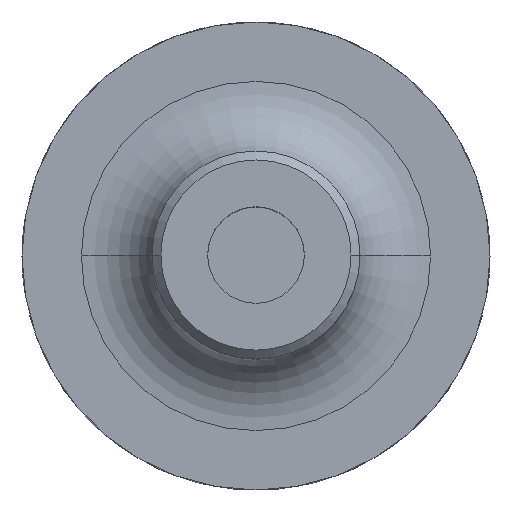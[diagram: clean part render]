
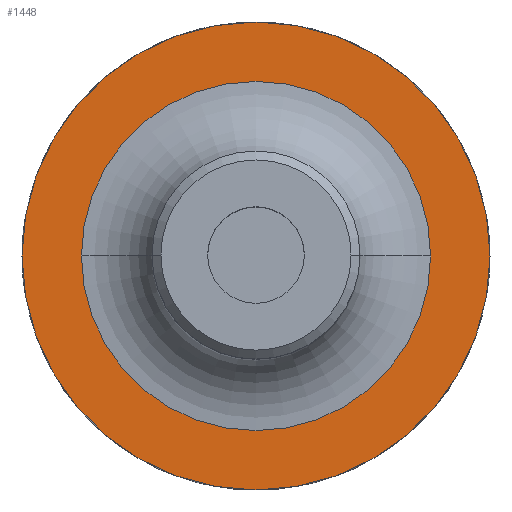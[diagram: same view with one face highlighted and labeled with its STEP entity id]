
A CAD part, top view. The second image highlights one B-rep face of the part: STEP entity #1448.
In plain terms, the highlighted planar face has unit normal (0, 0, 1).
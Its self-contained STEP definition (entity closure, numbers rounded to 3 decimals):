
#85 = DIRECTION ( 'NONE',  ( -1., 0., 0. ) ) ;
#101 = VERTEX_POINT ( 'NONE', #464 ) ;
#166 = ORIENTED_EDGE ( 'NONE', *, *, #1429, .F. ) ;
#206 = CARTESIAN_POINT ( 'NONE',  ( -31.5, 0., 27. ) ) ;
#364 = CARTESIAN_POINT ( 'NONE',  ( 23.5, 0., 27. ) ) ;
#374 = DIRECTION ( 'NONE',  ( 0., 0., -1. ) ) ;
#392 = AXIS2_PLACEMENT_3D ( 'NONE', #1381, #374, #85 ) ;
#464 = CARTESIAN_POINT ( 'NONE',  ( 31.5, 0., 27. ) ) ;
#506 = DIRECTION ( 'NONE',  ( 0., 0., -1. ) ) ;
#645 = DIRECTION ( 'NONE',  ( 0., 0., -1. ) ) ;
#656 = DIRECTION ( 'NONE',  ( -1., 0., 0. ) ) ;
#662 = DIRECTION ( 'NONE',  ( -1., 0., 0. ) ) ;
#669 = AXIS2_PLACEMENT_3D ( 'NONE', #1682, #976, #662 ) ;
#692 = ORIENTED_EDGE ( 'NONE', *, *, #1050, .F. ) ;
#709 = AXIS2_PLACEMENT_3D ( 'NONE', #1389, #935, #1642 ) ;
#935 = DIRECTION ( 'NONE',  ( 0., 0., -1. ) ) ;
#943 = VERTEX_POINT ( 'NONE', #206 ) ;
#976 = DIRECTION ( 'NONE',  ( 0., 0., -1. ) ) ;
#992 = FACE_BOUND ( 'NONE', #1466, .T. ) ;
#1007 = FACE_OUTER_BOUND ( 'NONE', #1414, .T. ) ;
#1050 = EDGE_CURVE ( 'NONE', #943, #101, #1498, .T. ) ;
#1062 = VERTEX_POINT ( 'NONE', #364 ) ;
#1081 = CIRCLE ( 'NONE', #1846, 23.5 ) ;
#1107 = EDGE_CURVE ( 'NONE', #1062, #1283, #1081, .T. ) ;
#1199 = AXIS2_PLACEMENT_3D ( 'NONE', #1515, #506, #1667 ) ;
#1237 = PLANE ( 'NONE',  #1199 ) ;
#1283 = VERTEX_POINT ( 'NONE', #1607 ) ;
#1381 = CARTESIAN_POINT ( 'NONE',  ( 0., 0., 27. ) ) ;
#1389 = CARTESIAN_POINT ( 'NONE',  ( 0., 0., 27. ) ) ;
#1414 = EDGE_LOOP ( 'NONE', ( #692, #166 ) ) ;
#1419 = CIRCLE ( 'NONE', #709, 31.5 ) ;
#1429 = EDGE_CURVE ( 'NONE', #101, #943, #1419, .T. ) ;
#1448 = ADVANCED_FACE ( 'NONE', ( #992, #1007 ), #1237, .F. ) ;
#1466 = EDGE_LOOP ( 'NONE', ( #1721, #1561 ) ) ;
#1482 = EDGE_CURVE ( 'NONE', #1283, #1062, #1767, .T. ) ;
#1498 = CIRCLE ( 'NONE', #392, 31.5 ) ;
#1515 = CARTESIAN_POINT ( 'NONE',  ( 0., 0., 27. ) ) ;
#1561 = ORIENTED_EDGE ( 'NONE', *, *, #1107, .T. ) ;
#1607 = CARTESIAN_POINT ( 'NONE',  ( -23.5, 0., 27. ) ) ;
#1642 = DIRECTION ( 'NONE',  ( -1., 0., 0. ) ) ;
#1667 = DIRECTION ( 'NONE',  ( -1., 0., 0. ) ) ;
#1674 = CARTESIAN_POINT ( 'NONE',  ( 0., 0., 27. ) ) ;
#1682 = CARTESIAN_POINT ( 'NONE',  ( 0., 0., 27. ) ) ;
#1721 = ORIENTED_EDGE ( 'NONE', *, *, #1482, .T. ) ;
#1767 = CIRCLE ( 'NONE', #669, 23.5 ) ;
#1846 = AXIS2_PLACEMENT_3D ( 'NONE', #1674, #645, #656 ) ;
